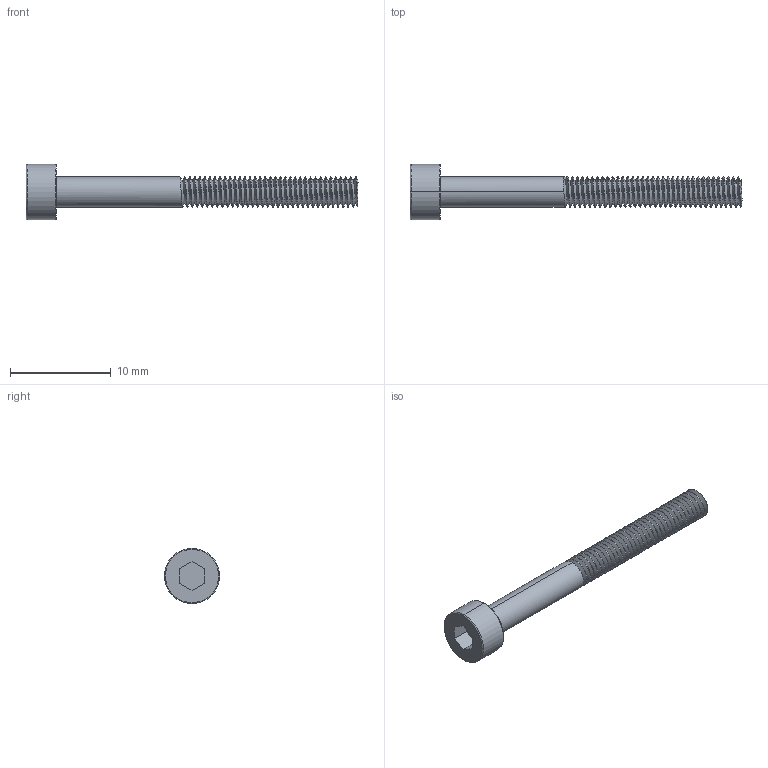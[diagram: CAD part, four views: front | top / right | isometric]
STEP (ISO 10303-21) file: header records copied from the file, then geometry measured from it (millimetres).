
FILE_DESCRIPTION (( 'STEP AP214' ), '1' );
FILE_NAME ('CED63C75-8DF0-429D-9DB2-45F4EE198835.STEP', '2009-04-14T14:41:23', ( 'sysAdmin' ), ( 'SolidWorks' ), 'SwSTEP 2.0', 'SolidWorks 2009', '' );
FILE_SCHEMA (( 'AUTOMOTIVE_DESIGN' ));
Length unit declared in the file: millimetre
Products named in the file (1): CED63C75-8DF0-429D-9DB2-45F4EE198835
Bounding box: 33 x 5.5 x 5.5 mm (x, y, z)
Volume: 246.6 mm3; surface area: 506.8 mm2
Topology: 1 solids, 1 shells, 91 faces, 257 edges, 170 vertices
Faces by surface type: cylinder 73, plane 11, torus 4, bspline 2, cone 1
Entity records: 5845 total; most frequent: CARTESIAN_POINT 3891, ORIENTED_EDGE 514, DIRECTION 306, EDGE_CURVE 257, VERTEX_POINT 170, AXIS2_PLACEMENT_3D 106, VECTOR 94, LINE 94
